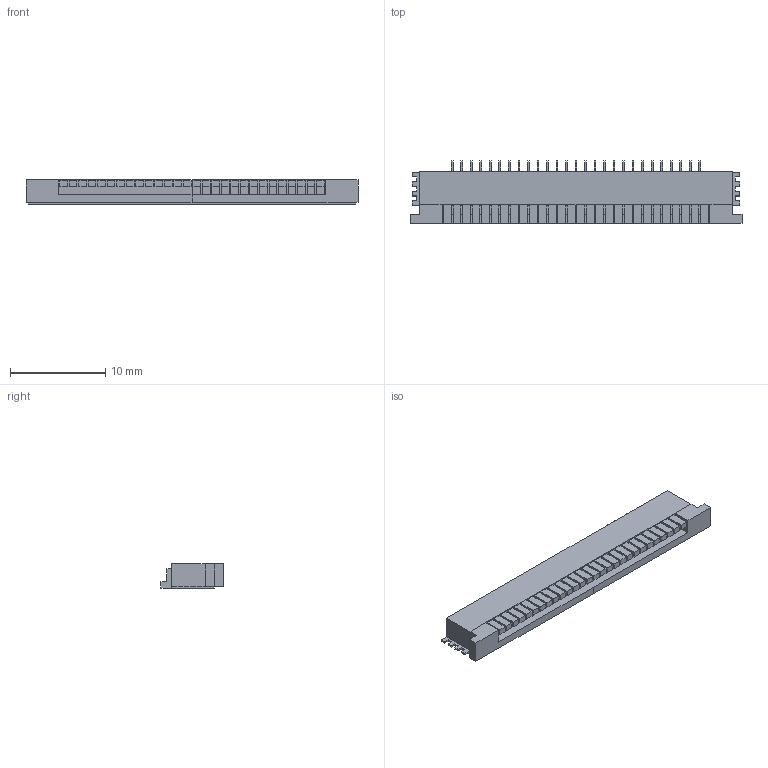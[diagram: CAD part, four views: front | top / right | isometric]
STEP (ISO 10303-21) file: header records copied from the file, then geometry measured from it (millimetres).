
FILE_DESCRIPTION(/* description */ ('model of TE_2-84953-7_1x27-1MP_P1.0mm_Horizontal'),/* implementation_level */ '2;1');
FILE_NAME(/* name */ 'TE_2-84953-7_1x27-1MP_P1.0mm_Horizontal.step',/* time_stamp */ '2019-12-30T03:06:31',/* author */ ('Anton Lysak',''),/* organization */ (''),/* preprocessor_version */ '',/* originating_system */ '',/* authorisation */ '');
FILE_SCHEMA(('AUTOMOTIVE_DESIGN { 1 0 10303 214 1 1 1 1 }'));
Length unit declared in the file: millimetre
Products named in the file (1): TE_2_84953_7
Bounding box: 34.92 x 6.54 x 2.56 mm (x, y, z)
Volume: 403.4 mm3; surface area: 821.3 mm2
Topology: 1 solids, 1 shells, 423 faces, 1106 edges, 699 vertices
Faces by surface type: plane 399, extrusion 24
Entity records: 15510 total; most frequent: CARTESIAN_POINT 2302, ORIENTED_EDGE 2212, DIRECTION 1881, EDGE_CURVE 1106, VECTOR 1081, LINE 1057, VERTEX_POINT 699, FACE_BOUND 437
